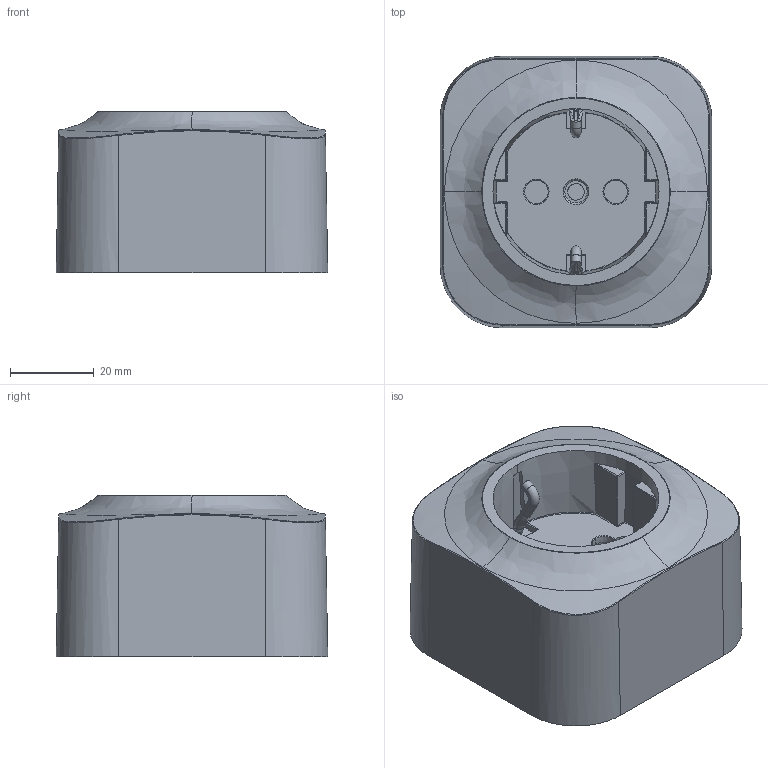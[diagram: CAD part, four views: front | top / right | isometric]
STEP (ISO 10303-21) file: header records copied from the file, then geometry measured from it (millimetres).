
FILE_DESCRIPTION (( 'STEP AP214' ), '1' );
FILE_NAME ('782211.STEP', '2025-06-17T08:27:57', ( '' ), ( '' ), 'SwSTEP 2.0', 'SolidWorks 2022', '' );
FILE_SCHEMA (( 'AUTOMOTIVE_DESIGN' ));
Length unit declared in the file: millimetre
Products named in the file (1): 782211
Bounding box: 65 x 65 x 38.6 mm (x, y, z)
Volume: 122247.5 mm3; surface area: 23674.1 mm2
Topology: 9 solids, 9 shells, 372 faces, 987 edges, 615 vertices
Faces by surface type: plane 124, cylinder 99, bspline 90, cone 30, torus 22, sphere 7
Entity records: 20222 total; most frequent: CARTESIAN_POINT 13125, ORIENTED_EDGE 1956, EDGE_CURVE 978, B_SPLINE_CURVE_WITH_KNOTS 937, VERTEX_POINT 615, DIRECTION 607, EDGE_LOOP 387, ADVANCED_FACE 372
